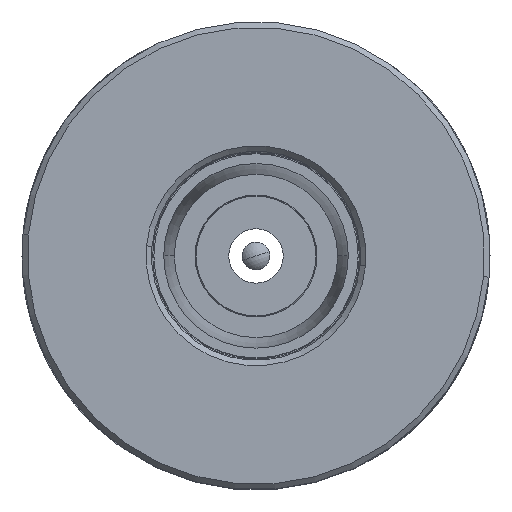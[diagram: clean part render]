
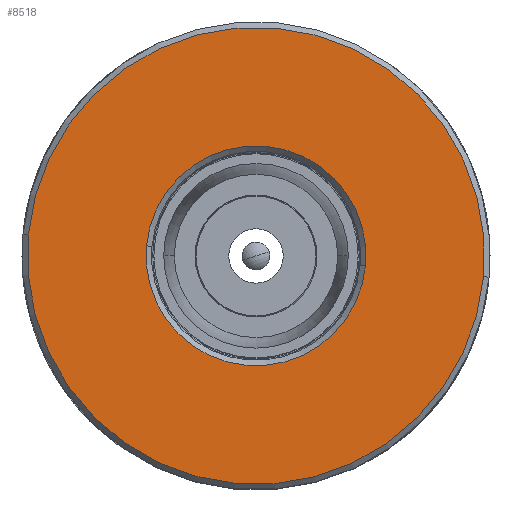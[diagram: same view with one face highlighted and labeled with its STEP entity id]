
A CAD part, top view. The second image highlights one B-rep face of the part: STEP entity #8518.
In plain terms, the highlighted planar face has unit normal (0, 0, 1).
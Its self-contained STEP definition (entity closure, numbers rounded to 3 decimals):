
#1303 = AXIS2_PLACEMENT_3D ( 'NONE', #15644, #32133, #53410 ) ;
#1379 = ORIENTED_EDGE ( 'NONE', *, *, #28529, .T. ) ;
#2404 = CIRCLE ( 'NONE', #1303, 5.05 ) ;
#5474 = FACE_OUTER_BOUND ( 'NONE', #64634, .T. ) ;
#6169 = DIRECTION ( 'NONE',  ( -0.996, 0.091, 0. ) ) ;
#6307 = DIRECTION ( 'NONE',  ( 0.996, -0.091, 0. ) ) ;
#8518 = ADVANCED_FACE ( 'NONE', ( #64235, #5474 ), #32113, .T. ) ;
#9399 = ORIENTED_EDGE ( 'NONE', *, *, #31047, .F. ) ;
#10094 = CIRCLE ( 'NONE', #40238, 10.5 ) ;
#11765 = CARTESIAN_POINT ( 'NONE',  ( -10.456, 0.956, 27.7 ) ) ;
#12254 = AXIS2_PLACEMENT_3D ( 'NONE', #52337, #19161, #62485 ) ;
#13229 = AXIS2_PLACEMENT_3D ( 'NONE', #20755, #21085, #26024 ) ;
#15644 = CARTESIAN_POINT ( 'NONE',  ( 0., 0., 27.7 ) ) ;
#15666 = CARTESIAN_POINT ( 'NONE',  ( -5.029, 0.46, 27.7 ) ) ;
#18552 = DIRECTION ( 'NONE',  ( 0., 0., -1. ) ) ;
#19161 = DIRECTION ( 'NONE',  ( 0., 0., -1. ) ) ;
#20755 = CARTESIAN_POINT ( 'NONE',  ( 0., 0., 27.7 ) ) ;
#21076 = CARTESIAN_POINT ( 'NONE',  ( 10.456, -0.956, 27.7 ) ) ;
#21085 = DIRECTION ( 'NONE',  ( 0., 0., -1. ) ) ;
#26024 = DIRECTION ( 'NONE',  ( 0.996, -0.091, 0. ) ) ;
#28529 = EDGE_CURVE ( 'NONE', #57032, #55733, #2404, .T. ) ;
#29538 = CARTESIAN_POINT ( 'NONE',  ( 5.029, -0.46, 27.7 ) ) ;
#31047 = EDGE_CURVE ( 'NONE', #49848, #39572, #10094, .T. ) ;
#32113 = PLANE ( 'NONE',  #41297 ) ;
#32133 = DIRECTION ( 'NONE',  ( 0., 0., -1. ) ) ;
#34196 = EDGE_LOOP ( 'NONE', ( #49680, #1379 ) ) ;
#39572 = VERTEX_POINT ( 'NONE', #21076 ) ;
#39854 = CARTESIAN_POINT ( 'NONE',  ( 0., 0., 27.7 ) ) ;
#40238 = AXIS2_PLACEMENT_3D ( 'NONE', #39854, #18552, #6307 ) ;
#41297 = AXIS2_PLACEMENT_3D ( 'NONE', #58962, #53389, #6169 ) ;
#42398 = CIRCLE ( 'NONE', #12254, 5.05 ) ;
#43355 = CIRCLE ( 'NONE', #13229, 10.5 ) ;
#44556 = EDGE_CURVE ( 'NONE', #39572, #49848, #43355, .T. ) ;
#49680 = ORIENTED_EDGE ( 'NONE', *, *, #58915, .T. ) ;
#49848 = VERTEX_POINT ( 'NONE', #11765 ) ;
#52337 = CARTESIAN_POINT ( 'NONE',  ( 0., 0., 27.7 ) ) ;
#53389 = DIRECTION ( 'NONE',  ( 0., 0., 1. ) ) ;
#53410 = DIRECTION ( 'NONE',  ( 0.996, -0.091, 0. ) ) ;
#55733 = VERTEX_POINT ( 'NONE', #15666 ) ;
#57032 = VERTEX_POINT ( 'NONE', #29538 ) ;
#58915 = EDGE_CURVE ( 'NONE', #55733, #57032, #42398, .T. ) ;
#58962 = CARTESIAN_POINT ( 'NONE',  ( -0.46, -5.029, 27.7 ) ) ;
#62485 = DIRECTION ( 'NONE',  ( 0.996, -0.091, 0. ) ) ;
#64235 = FACE_BOUND ( 'NONE', #34196, .T. ) ;
#64634 = EDGE_LOOP ( 'NONE', ( #65497, #9399 ) ) ;
#65497 = ORIENTED_EDGE ( 'NONE', *, *, #44556, .F. ) ;
